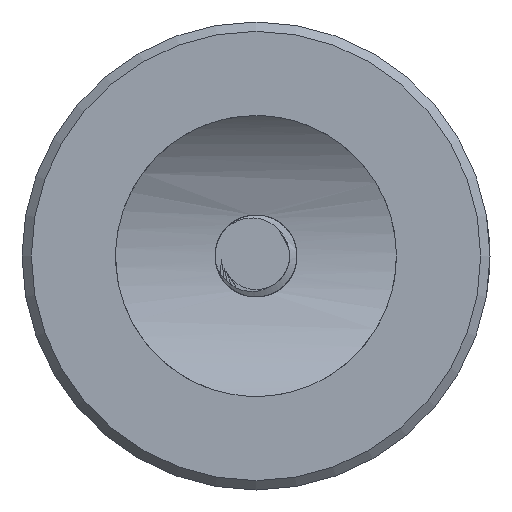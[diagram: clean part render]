
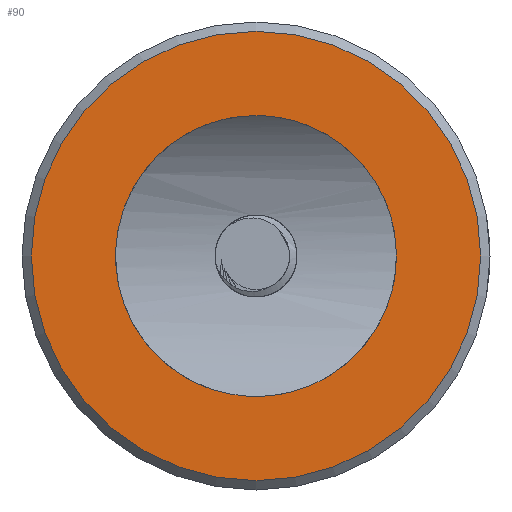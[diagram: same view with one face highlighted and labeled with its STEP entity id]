
A CAD part, left-side view. The second image highlights one B-rep face of the part: STEP entity #90.
In plain terms, the highlighted planar face has unit normal (-1, 0, 0).
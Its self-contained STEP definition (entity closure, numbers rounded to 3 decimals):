
#90=ADVANCED_FACE('',(#118,#119),#106,.T.);
#106=PLANE('',#346);
#118=FACE_BOUND('',#155,.T.);
#119=FACE_BOUND('',#156,.T.);
#155=EDGE_LOOP('',(#217));
#156=EDGE_LOOP('',(#218));
#217=ORIENTED_EDGE('',*,*,#289,.T.);
#218=ORIENTED_EDGE('',*,*,#279,.F.);
#253=VERTEX_POINT('',#629);
#258=VERTEX_POINT('',#7196);
#279=EDGE_CURVE('',#253,#253,#303,.T.);
#289=EDGE_CURVE('',#258,#258,#306,.T.);
#303=CIRCLE('',#337,12.);
#306=CIRCLE('',#345,19.2);
#337=AXIS2_PLACEMENT_3D('',#628,#382,#383);
#345=AXIS2_PLACEMENT_3D('',#7195,#398,#399);
#346=AXIS2_PLACEMENT_3D('',#7197,#400,#401);
#382=DIRECTION('',(-1.,0.,0.));
#383=DIRECTION('',(0.,0.,1.));
#398=DIRECTION('',(-1.,0.,0.));
#399=DIRECTION('',(0.,0.,1.));
#400=DIRECTION('',(-1.,0.,0.));
#401=DIRECTION('',(0.,0.,1.));
#628=CARTESIAN_POINT('',(-22.,0.,0.));
#629=CARTESIAN_POINT('',(-22.,0.,12.));
#7195=CARTESIAN_POINT('',(-22.,0.,0.));
#7196=CARTESIAN_POINT('',(-22.,0.,19.2));
#7197=CARTESIAN_POINT('',(-22.,0.,0.));
